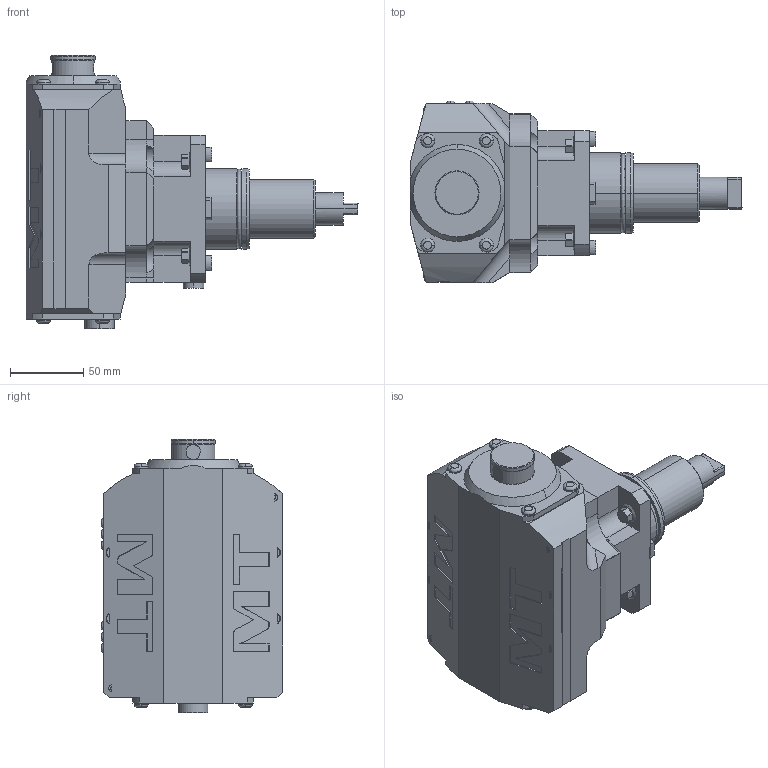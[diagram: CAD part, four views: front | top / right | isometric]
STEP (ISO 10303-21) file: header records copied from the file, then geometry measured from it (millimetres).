
FILE_DESCRIPTION((''),'2;1');
FILE_NAME('DWO4110100_CONF','2024-12-16T16:10:07',('fpalella'),('M.T. srl'),'CREO PARAMETRIC BY PTC INC, 2023352','CREO PARAMETRIC BY PTC INC, 2023352','');
FILE_SCHEMA(('CONFIG_CONTROL_DESIGN'));
Length unit declared in the file: millimetre
Products named in the file (1): DWO4110100_CONF
Bounding box: 226 x 123.65 x 186 mm (x, y, z)
Volume: 1732787.9 mm3; surface area: 109657.5 mm2
Topology: 1 solids, 1 shells, 457 faces, 1118 edges, 708 vertices
Faces by surface type: plane 220, cylinder 129, cone 66, torus 26, bspline 12, extrusion 4
Entity records: 15105 total; most frequent: CARTESIAN_POINT 4295, DIRECTION 2255, ORIENTED_EDGE 2236, EDGE_CURVE 1118, AXIS2_PLACEMENT_3D 836, VERTEX_POINT 708, VECTOR 583, LINE 579
